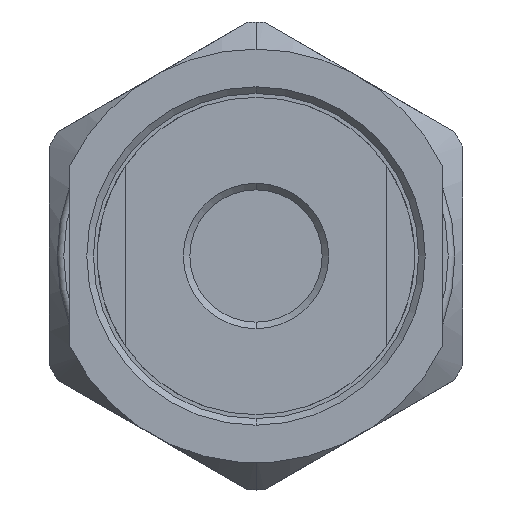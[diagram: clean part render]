
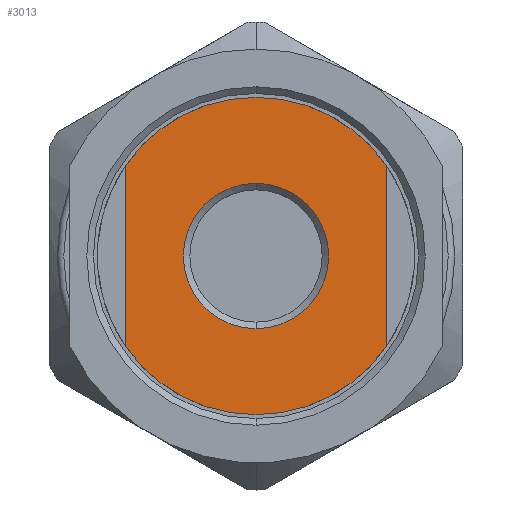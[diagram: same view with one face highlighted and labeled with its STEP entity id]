
A CAD part, front view. The second image highlights one B-rep face of the part: STEP entity #3013.
In plain terms, the highlighted planar face has unit normal (0, -1, 0).
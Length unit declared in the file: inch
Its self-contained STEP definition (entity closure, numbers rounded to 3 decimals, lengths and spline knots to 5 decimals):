
#14 = ORIENTED_EDGE ( 'NONE', *, *, #1701, .T. ) ;
#44 = DIRECTION ( 'NONE',  ( 0., 1., 0. ) ) ;
#119 = LINE ( 'NONE', #2956, #2090 ) ;
#173 = DIRECTION ( 'NONE',  ( 0., 0., -1. ) ) ;
#181 = FACE_OUTER_BOUND ( 'NONE', #1110, .T. ) ;
#187 = CIRCLE ( 'NONE', #1544, 0.12 ) ;
#279 = AXIS2_PLACEMENT_3D ( 'NONE', #4545, #1661, #3169 ) ;
#439 = PLANE ( 'NONE',  #1633 ) ;
#463 = DIRECTION ( 'NONE',  ( 0., 0., -1. ) ) ;
#481 = DIRECTION ( 'NONE',  ( 0., 1., 0. ) ) ;
#487 = EDGE_CURVE ( 'NONE', #2185, #898, #119, .T. ) ;
#540 = CARTESIAN_POINT ( 'NONE',  ( 0., -0.139, 0.055 ) ) ;
#586 = DIRECTION ( 'NONE',  ( 0., -1., 0. ) ) ;
#607 = VERTEX_POINT ( 'NONE', #2967 ) ;
#699 = CARTESIAN_POINT ( 'NONE',  ( 0., -0.139, 0.12 ) ) ;
#744 = CARTESIAN_POINT ( 'NONE',  ( 0.09853, -0.139, 0.0685 ) ) ;
#745 = VERTEX_POINT ( 'NONE', #1727 ) ;
#767 = CARTESIAN_POINT ( 'NONE',  ( 0., -0.139, 0. ) ) ;
#777 = ORIENTED_EDGE ( 'NONE', *, *, #1566, .T. ) ;
#806 = DIRECTION ( 'NONE',  ( 0., -1., 0. ) ) ;
#846 = ORIENTED_EDGE ( 'NONE', *, *, #487, .T. ) ;
#859 = AXIS2_PLACEMENT_3D ( 'NONE', #3493, #586, #1644 ) ;
#880 = VERTEX_POINT ( 'NONE', #1735 ) ;
#885 = VERTEX_POINT ( 'NONE', #699 ) ;
#898 = VERTEX_POINT ( 'NONE', #744 ) ;
#930 = EDGE_CURVE ( 'NONE', #4113, #880, #2675, .T. ) ;
#1019 = CIRCLE ( 'NONE', #859, 0.12 ) ;
#1034 = ORIENTED_EDGE ( 'NONE', *, *, #2630, .T. ) ;
#1070 = DIRECTION ( 'NONE',  ( 0., 0., 1. ) ) ;
#1110 = EDGE_LOOP ( 'NONE', ( #1034, #1279, #846, #2265, #14, #3419 ) ) ;
#1145 = CARTESIAN_POINT ( 'NONE',  ( 0.09853, -0.139, -0.0685 ) ) ;
#1276 = DIRECTION ( 'NONE',  ( 0., -1., 0. ) ) ;
#1279 = ORIENTED_EDGE ( 'NONE', *, *, #1455, .T. ) ;
#1345 = ORIENTED_EDGE ( 'NONE', *, *, #1557, .T. ) ;
#1347 = EDGE_LOOP ( 'NONE', ( #1345, #777 ) ) ;
#1455 = EDGE_CURVE ( 'NONE', #745, #2185, #4331, .T. ) ;
#1544 = AXIS2_PLACEMENT_3D ( 'NONE', #4600, #3069, #3813 ) ;
#1557 = EDGE_CURVE ( 'NONE', #607, #2454, #3094, .T. ) ;
#1566 = EDGE_CURVE ( 'NONE', #2454, #607, #2644, .T. ) ;
#1633 = AXIS2_PLACEMENT_3D ( 'NONE', #767, #806, #4468 ) ;
#1644 = DIRECTION ( 'NONE',  ( 0., 0., -1. ) ) ;
#1661 = DIRECTION ( 'NONE',  ( 0., -1., 0. ) ) ;
#1701 = EDGE_CURVE ( 'NONE', #885, #880, #1019, .T. ) ;
#1727 = CARTESIAN_POINT ( 'NONE',  ( 0., -0.139, -0.12 ) ) ;
#1735 = CARTESIAN_POINT ( 'NONE',  ( -0.09853, -0.139, 0.0685 ) ) ;
#2039 = CIRCLE ( 'NONE', #4209, 0.12 ) ;
#2090 = VECTOR ( 'NONE', #3584, 39.37008 ) ;
#2185 = VERTEX_POINT ( 'NONE', #1145 ) ;
#2265 = ORIENTED_EDGE ( 'NONE', *, *, #2557, .T. ) ;
#2293 = CARTESIAN_POINT ( 'NONE',  ( 0., -0.139, 0. ) ) ;
#2454 = VERTEX_POINT ( 'NONE', #540 ) ;
#2485 = CARTESIAN_POINT ( 'NONE',  ( -0.09853, -0.139, 0.0685 ) ) ;
#2557 = EDGE_CURVE ( 'NONE', #898, #885, #187, .T. ) ;
#2603 = DIRECTION ( 'NONE',  ( 0., 0., -1. ) ) ;
#2630 = EDGE_CURVE ( 'NONE', #4113, #745, #2039, .T. ) ;
#2644 = CIRCLE ( 'NONE', #4473, 0.055 ) ;
#2675 = LINE ( 'NONE', #2485, #3014 ) ;
#2816 = AXIS2_PLACEMENT_3D ( 'NONE', #3987, #44, #2603 ) ;
#2901 = FACE_BOUND ( 'NONE', #1347, .T. ) ;
#2956 = CARTESIAN_POINT ( 'NONE',  ( 0.09853, -0.139, 0.0685 ) ) ;
#2967 = CARTESIAN_POINT ( 'NONE',  ( 0., -0.139, -0.055 ) ) ;
#3013 = ADVANCED_FACE ( 'NONE', ( #2901, #181 ), #439, .T. ) ;
#3014 = VECTOR ( 'NONE', #1070, 39.37008 ) ;
#3033 = CARTESIAN_POINT ( 'NONE',  ( -0.09853, -0.139, -0.0685 ) ) ;
#3069 = DIRECTION ( 'NONE',  ( 0., -1., 0. ) ) ;
#3094 = CIRCLE ( 'NONE', #2816, 0.055 ) ;
#3169 = DIRECTION ( 'NONE',  ( 0., 0., -1. ) ) ;
#3417 = CARTESIAN_POINT ( 'NONE',  ( 0., -0.139, 0. ) ) ;
#3419 = ORIENTED_EDGE ( 'NONE', *, *, #930, .F. ) ;
#3493 = CARTESIAN_POINT ( 'NONE',  ( 0., -0.139, 0. ) ) ;
#3584 = DIRECTION ( 'NONE',  ( 0., 0., 1. ) ) ;
#3813 = DIRECTION ( 'NONE',  ( 0., 0., -1. ) ) ;
#3987 = CARTESIAN_POINT ( 'NONE',  ( 0., -0.139, 0. ) ) ;
#4113 = VERTEX_POINT ( 'NONE', #3033 ) ;
#4209 = AXIS2_PLACEMENT_3D ( 'NONE', #3417, #1276, #173 ) ;
#4331 = CIRCLE ( 'NONE', #279, 0.12 ) ;
#4468 = DIRECTION ( 'NONE',  ( 0., 0., -1. ) ) ;
#4473 = AXIS2_PLACEMENT_3D ( 'NONE', #2293, #481, #463 ) ;
#4545 = CARTESIAN_POINT ( 'NONE',  ( 0., -0.139, 0. ) ) ;
#4600 = CARTESIAN_POINT ( 'NONE',  ( 0., -0.139, 0. ) ) ;
